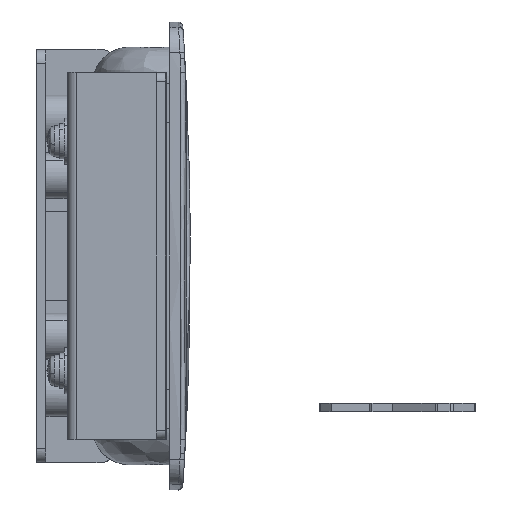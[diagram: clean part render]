
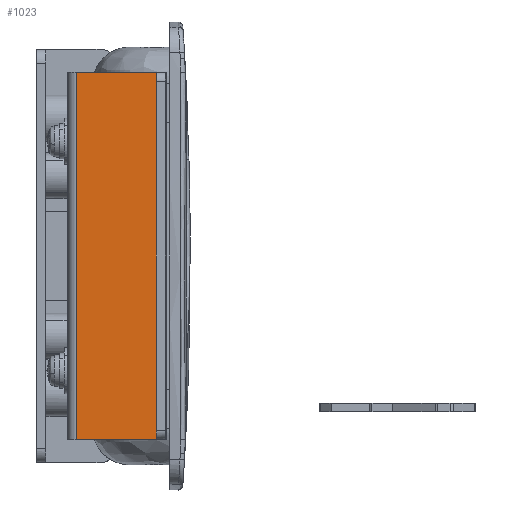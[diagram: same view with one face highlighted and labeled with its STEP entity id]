
A CAD part, left-side view. The second image highlights one B-rep face of the part: STEP entity #1023.
In plain terms, the highlighted free-form (B-spline) face has degree [1, 1] with [2, 2] control points.
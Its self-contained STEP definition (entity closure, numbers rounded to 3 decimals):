
#866=CARTESIAN_POINT('',(-37.955,-8.701,40.0));
#867=VERTEX_POINT('',#866);
#880=CARTESIAN_POINT('',(-38.358,-26.197,40.0));
#881=VERTEX_POINT('',#880);
#882=CARTESIAN_POINT('',(-38.358,-26.197,40.0));
#883=CARTESIAN_POINT('',(-37.955,-8.701,40.0));
#884=QUASI_UNIFORM_CURVE('',1,(#882,#883),.UNSPECIFIED.,.F.,.U.);
#885=EDGE_CURVE('',#881,#867,#884,.T.);
#967=CARTESIAN_POINT('',(-38.358,-26.197,-40.));
#968=VERTEX_POINT('',#967);
#974=CARTESIAN_POINT('',(-37.955,-8.701,-40.));
#975=VERTEX_POINT('',#974);
#976=CARTESIAN_POINT('',(-38.358,-26.197,-40.));
#977=CARTESIAN_POINT('',(-37.955,-8.701,-40.));
#978=QUASI_UNIFORM_CURVE('',1,(#976,#977),.UNSPECIFIED.,.F.,.U.);
#979=EDGE_CURVE('',#968,#975,#978,.T.);
#1004=CARTESIAN_POINT('',(-38.378,-27.071,43.996));
#1005=CARTESIAN_POINT('',(-37.934,-7.827,43.996));
#1006=CARTESIAN_POINT('',(-38.378,-27.071,-43.996));
#1007=CARTESIAN_POINT('',(-37.934,-7.827,-43.996));
#1008=B_SPLINE_SURFACE_WITH_KNOTS('',1,1,((#1004,#1006),(#1005,#1007)),.UNSPECIFIED.,.F.,.F.,.U.,(2,2),(2,2),(0.0,19.249),(0.0,87.992),.UNSPECIFIED.);
#1009=ORIENTED_EDGE('',*,*,#885,.T.);
#1010=CARTESIAN_POINT('',(-37.955,-8.701,-40.));
#1011=CARTESIAN_POINT('',(-37.955,-8.701,40.0));
#1012=QUASI_UNIFORM_CURVE('',1,(#1010,#1011),.UNSPECIFIED.,.F.,.U.);
#1013=EDGE_CURVE('',#975,#867,#1012,.T.);
#1014=ORIENTED_EDGE('',*,*,#1013,.F.);
#1015=ORIENTED_EDGE('',*,*,#979,.F.);
#1016=CARTESIAN_POINT('',(-38.358,-26.197,-40.));
#1017=CARTESIAN_POINT('',(-38.358,-26.197,40.0));
#1018=QUASI_UNIFORM_CURVE('',1,(#1016,#1017),.UNSPECIFIED.,.F.,.U.);
#1019=EDGE_CURVE('',#968,#881,#1018,.T.);
#1020=ORIENTED_EDGE('',*,*,#1019,.T.);
#1021=EDGE_LOOP('',(#1009,#1014,#1015,#1020));
#1022=FACE_OUTER_BOUND('',#1021,.T.);
#1023=ADVANCED_FACE('',(#1022),#1008,.T.);
